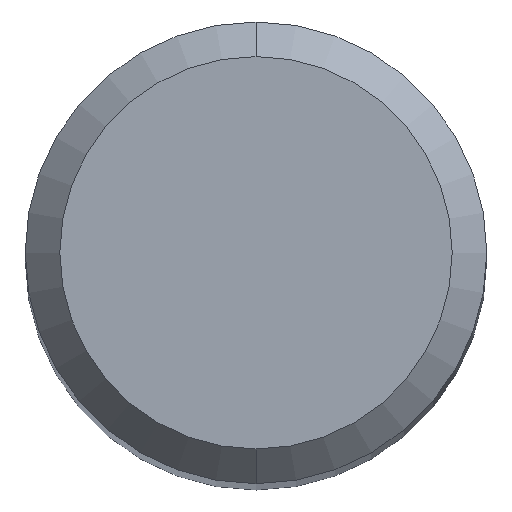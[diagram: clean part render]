
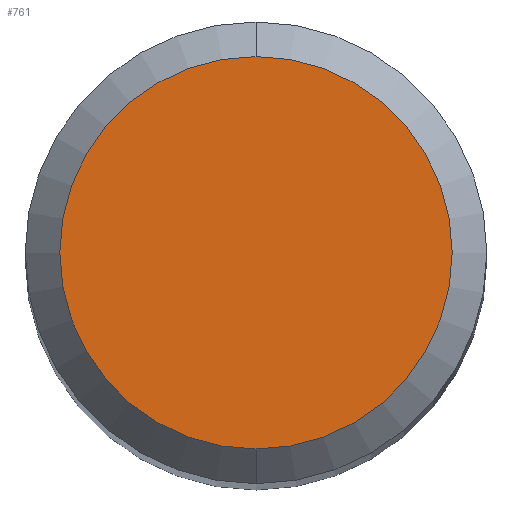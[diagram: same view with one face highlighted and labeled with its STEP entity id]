
A CAD part, top view. The second image highlights one B-rep face of the part: STEP entity #761.
In plain terms, the highlighted planar face has unit normal (0, 0, 1).
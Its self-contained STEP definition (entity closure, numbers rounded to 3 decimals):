
#489=EDGE_CURVE('',#921,#541,#1164,.T.);
#541=VERTEX_POINT('',#1222);
#761=ADVANCED_FACE('',(#1462),#1463,.T.);
#921=VERTEX_POINT('',#1639);
#925=EDGE_CURVE('',#541,#921,#1643,.T.);
#1164=CIRCLE('',#2271,1.7);
#1222=CARTESIAN_POINT('',(0.,-1.7,0.0));
#1462=FACE_OUTER_BOUND('',#3424,.T.);
#1463=PLANE('',#3425);
#1639=CARTESIAN_POINT('',(0.0,1.7,0.0));
#1643=CIRCLE('',#4060,1.7);
#2271=AXIS2_PLACEMENT_3D('',#4685,#4686,#4687);
#3424=EDGE_LOOP('',(#5023,#5024));
#3425=AXIS2_PLACEMENT_3D('',#5025,#5026,#5027);
#4060=AXIS2_PLACEMENT_3D('',#5243,#5244,#5245);
#4685=CARTESIAN_POINT('',(0.0,0.0,0.0));
#4686=DIRECTION('',(0.0,0.0,-1.0));
#4687=DIRECTION('',(0.0,1.0,0.0));
#5023=ORIENTED_EDGE('',*,*,#489,.F.);
#5024=ORIENTED_EDGE('',*,*,#925,.F.);
#5025=CARTESIAN_POINT('',(0.0,0.85,0.0));
#5026=DIRECTION('',(-0.0,0.0,1.0));
#5027=DIRECTION('',(0.0,-1.0,0.0));
#5243=CARTESIAN_POINT('',(0.0,0.0,0.0));
#5244=DIRECTION('',(0.0,0.0,-1.0));
#5245=DIRECTION('',(0.0,1.0,0.0));
